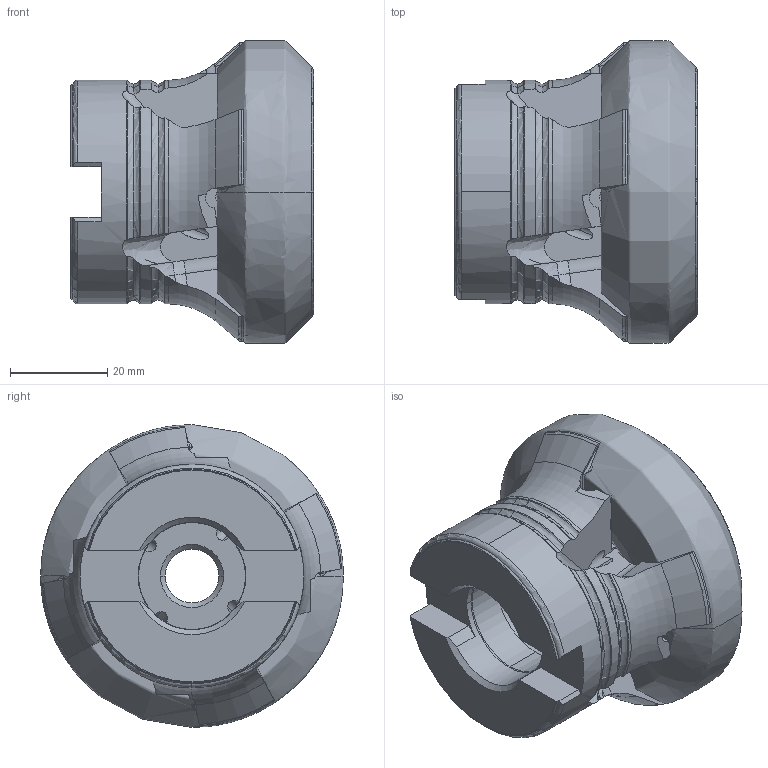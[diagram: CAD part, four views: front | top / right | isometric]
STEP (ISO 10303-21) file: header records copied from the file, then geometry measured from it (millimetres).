
FILE_DESCRIPTION (( 'STEP AP214' ), '1' );
FILE_NAME ('45PP-050-558-4.STEP', '2012-11-16T10:54:58', ( '' ), ( '' ), 'SwSTEP 2.0', 'SolidWorks 2012', '' );
FILE_SCHEMA (( 'AUTOMOTIVE_DESIGN' ));
Length unit declared in the file: millimetre
Products named in the file (1): 45PP-050-558-4
Bounding box: 49.98 x 62.25 x 62.25 mm (x, y, z)
Volume: 83330.6 mm3; surface area: 17984.1 mm2
Topology: 1 solids, 1 shells, 297 faces, 881 edges, 567 vertices
Faces by surface type: plane 95, cylinder 79, torus 55, bspline 43, cone 17, sphere 8
Entity records: 13547 total; most frequent: CARTESIAN_POINT 6366, ORIENTED_EDGE 1746, DIRECTION 1180, EDGE_CURVE 873, VERTEX_POINT 563, AXIS2_PLACEMENT_3D 468, B_SPLINE_CURVE_WITH_KNOTS 336, EDGE_LOOP 300
